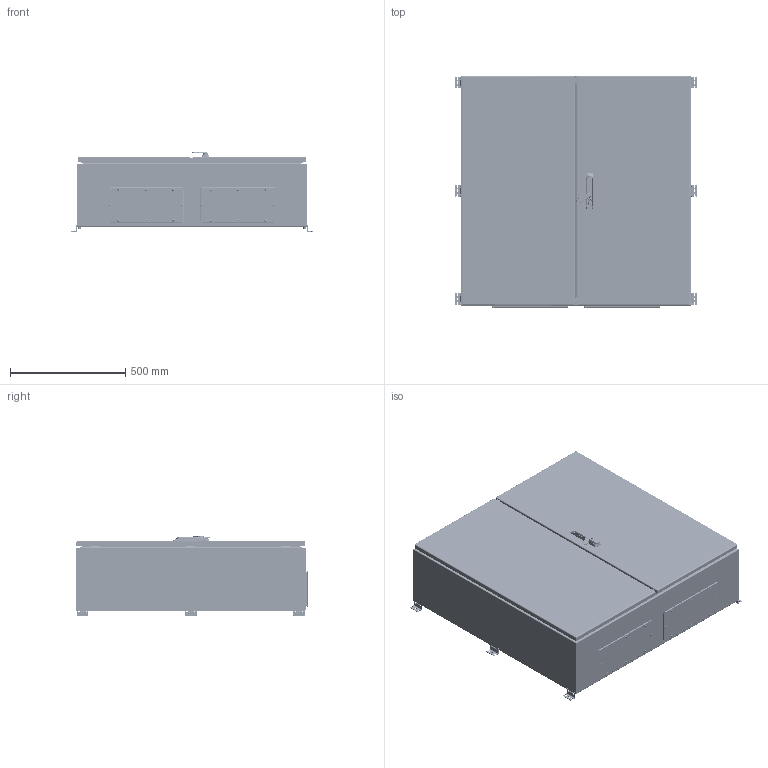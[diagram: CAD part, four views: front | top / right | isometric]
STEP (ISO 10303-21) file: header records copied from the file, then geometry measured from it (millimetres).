
FILE_DESCRIPTION (( 'STEP AP214' ), '1' );
FILE_NAME ('21.100.100.30.STEP', '2024-07-26T10:45:46', ( '' ), ( '' ), 'SwSTEP 2.0', 'SolidWorks 2021', '' );
FILE_SCHEMA (( 'AUTOMOTIVE_DESIGN' ));
Length unit declared in the file: millimetre
Products named in the file (69): MS822-1-1-SPLJZ_5.stp; Äâåðü ëåâàÿ W1000H1000; 0002_ASM_2_ASM.stp; K7010-C_ASM_3_AF0_ASM.stp; Øïèëüêà ïðèâàðíàÿ Ì6õ16; MS100-3-3B_ASM_92_AF0_ASM.stp; Øïèëüêà ïðèâàðíàÿ Ì8õ25; MS100-3-SXGH_3_AF0.stp; Ïåòëÿ ùèòîâàÿ ïðèâàðíàÿ; _INST32000_4.stp; 昢膼碴鍣 膰豵鵨 W1000H1000D300; Âèíò Ì4õ10 ìåáåëüíûé; K7030_ASM_1_AF0_ASM.stp; Äâåðíîå ïîëîòíî ëåâîå W1000H1000; MS100-3-1-1B-SL_4_AF0.stp; 0001_ASM_45_AF0_ASM.stp; ABB100-3_03_1_AF0.stp; 昑 W1000H1000; 嵑謺麃 瀁蠉澼鍣2 094; SCREW4_2X22_8.stp; Ïðîôèëü äâåðè H1000; M60001_4.stp; Äâåðü ïðàâàÿ W1000H1000; ABB100-3-1-ZZ_5_ASM.stp; MS-100-3A-3E-SB_ASM_55_AF0_ASM.stp; 扻豵鵨 W1000H1000D300; AB100-3-S06-SP_1_5.stp; 21.100.100.30; MS100-3-1000_8-162541.stp; M60002_2.stp; MS100-3-FYG_7.stp; MS100-3-1B_8_AF0.stp; Êðåïëåíèå òÿãè; M6X25_5.stp; 砑僔蠂縺; Áîëò Ì5õ8 ñ øåñòèãðàííîé ãîëîâêîé ñ ïðåññøàéáîé; Ãàñêåòèíã ëåâîé äâåðè W1000H1000; Ïðîôèëü äâåðíîé H1000; Ðåçèíêà øàðíèðà; MS100-3-00_1.stp ...
Assembly tree (184 placements, depth 7):
  21.100.100.30
    昢膼碴鍣 膰豵鵨 W1000H1000D300
      扻豵鵨 W1000H1000D300
      栺樇罻 H1000D300  x2
      Çàêëåïêà ðåçüáîâàÿ Ì5 øåñòèãðàííàÿ ñ óìåíüøåííûì áîðòîì  x16
      Çàêëåïêà ðåçüáîâàÿ Ì8 øåñòèãðàííàÿ ñ óìåíüøåííûì áîðòîì  x6
      Øïèëüêà ïðèâàðíàÿ Ì8õ25  x6
      Øïèëüêà ïðèâàðíàÿ Ì6õ16  x4
    Äâåðü ëåâàÿ W1000H1000
      Äâåðíîå ïîëîòíî ëåâîå W1000H1000
      Ãàñêåòèíã ëåâîé äâåðè W1000H1000
      Ïðîôèëü äâåðíîé H1000  x2
      Øïèëüêà ïðèâàðíàÿ Ì6õ16  x2
      Ïåòëÿ ùèòîâàÿ ïðèâàðíàÿ  x3
    Äâåðü ïðàâàÿ W1000H1000
      Äâåðíîå ïðàâîå ïîëîòíî W1000H1000
      Ãàñêåòèíã äâåðè W1000H1000
      Øïèëüêà ïðèâàðíàÿ Ì6õ16  x6
      Ïåòëÿ ùèòîâàÿ ïðèâàðíàÿ  x3
      Ïðîôèëü äâåðè H1000  x2
      ﾒ聰 H1000  x2
      Êðåïëåíèå òÿãè  x4
      Ýëåìåíò òÿãè  x2
        砑僔蠂縺
        扻錼鼨膰
        Îñü
      MS100-3-3C (1).stp
        MS100-3-3B_ASM_92_AF0_ASM.stp
          MS-100-3A-3E-SB_ASM_55_AF0_ASM.stp
            ABB100-3-1-ZZ_5_ASM.stp
              ABB100-3-1-ZZ_5_2.stp
            K7010-C_ASM_3_AF0_ASM.stp
              ABB100-3_03_1_AF0.stp
              MS100-3C_1_AF0.stp
            K7030_ASM_1_AF0_ASM.stp
              ABB100-3_03_1_AF1.stp
            MS100-3-1B_8_AF0.stp
            MS820-1-1-05-XZS-4X5_8.stp
            MS100-3-FYG_7.stp
          0001_ASM_45_AF0_ASM.stp
            MS100-3-1000_8-162541.stp  x2
            MS100-3-1000_8-171769_AF0.stp
            MS100-3000_10.stp
            MS100-3-00_1.stp  x2
          0002_ASM_2_ASM.stp
            M60001_4.stp
            M60002_2.stp
            _INST32000_4.stp
          MS100-3-1-1B-SL_4_AF0.stp
          MS100-3-SXGH_3_AF0.stp
          SCREW4_2X22_8.stp  x4
          MS822-1-1-SPLJZ_5.stp
          AB100-3-S06-SP_1_5.stp
          M6X25_5.stp
      Áîëò Ì5õ8 ñ øåñòèãðàííîé ãîëîâêîé ñ ïðåññøàéáîé  x2
      Ãàéêà DIN934- Ì6-Zn  x4
    昑 W1000H1000
    署赅 W330D150  x2
    Ïðîêëàäêà êðûøêè ÄÌ W330D150  x2
    嵑謺麃 瀁蠉澼鍣2 094  x3
Bounding box: 1052 x 1010.45 x 345.8 mm (x, y, z)
Volume: 8591926.1 mm3; surface area: 9686857.6 mm2
Topology: 189 solids, 189 shells, 10283 faces, 26168 edges, 16493 vertices
Faces by surface type: plane 4590, cylinder 3612, cone 737, bspline 677, torus 578, sphere 89
Entity records: 206456 total; most frequent: CARTESIAN_POINT 78717, ORIENTED_EDGE 27324, DIRECTION 23588, EDGE_CURVE 13662, VERTEX_POINT 8654, VECTOR 8300, LINE 8300, AXIS2_PLACEMENT_3D 7644
